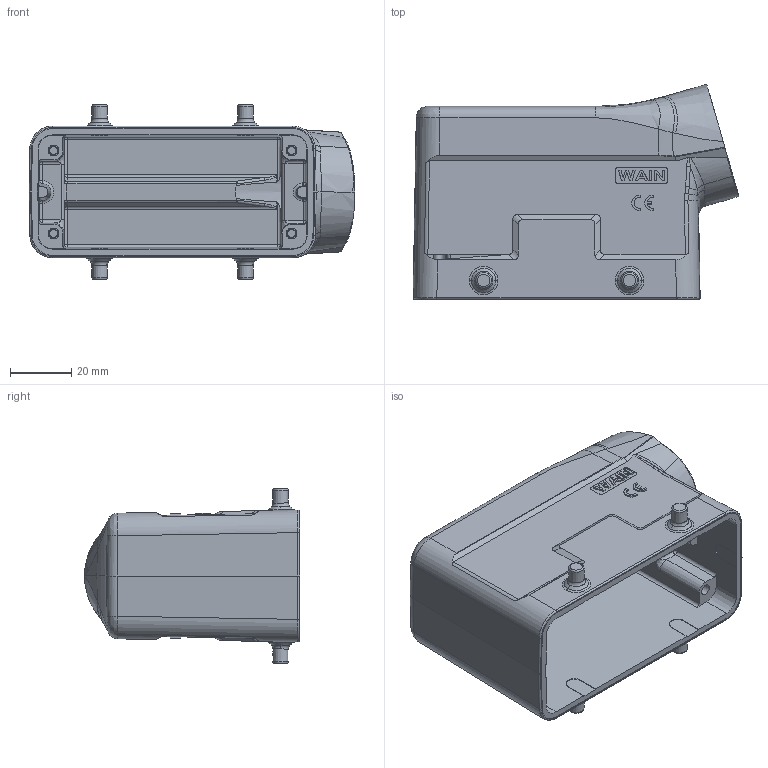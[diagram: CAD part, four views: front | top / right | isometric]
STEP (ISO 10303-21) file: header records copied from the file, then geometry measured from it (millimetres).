
FILE_DESCRIPTION(/* description */ (''),/* implementation_level */ '2;1');
FILE_NAME(/* name */ '32.stp',/* time_stamp */ '2023-12-06T14:53:23+08:00',/* author */ (''),/* organization */ (''),/* preprocessor_version */ 'ST-DEVELOPER v18.1',/* originating_system */ 'SIEMENS PLM Software NX 1980',/* authorisation */ '');
FILE_SCHEMA (('AP203_CONFIGURATION_CONTROLLED_3D_DESIGN_OF_MECHANICAL_PARTS_AND_ASSEMBLIES_MIM_LF { 1 0 10303 403 2 1 2}'));
Length unit declared in the file: millimetre
Products named in the file (1): 3D_1241165301001_WV16B-SE-4B-M25_V1.0_stp
Bounding box: 106.1 x 70.09 x 57 mm (x, y, z)
Volume: 63563.1 mm3; surface area: 39921.2 mm2
Topology: 1 solids, 1 shells, 434 faces, 1091 edges, 674 vertices
Faces by surface type: plane 205, cylinder 116, bspline 50, cone 29, sphere 18, torus 14, revolution 2
Full cylindrical faces by diameter (mm): 3.5 x4, 28 x1, 30.5 x1
Entity records: 16315 total; most frequent: CARTESIAN_POINT 6122, ORIENTED_EDGE 2108, DIRECTION 1921, EDGE_CURVE 1054, VERTEX_POINT 669, AXIS2_PLACEMENT_3D 650, LINE 619, VECTOR 619
